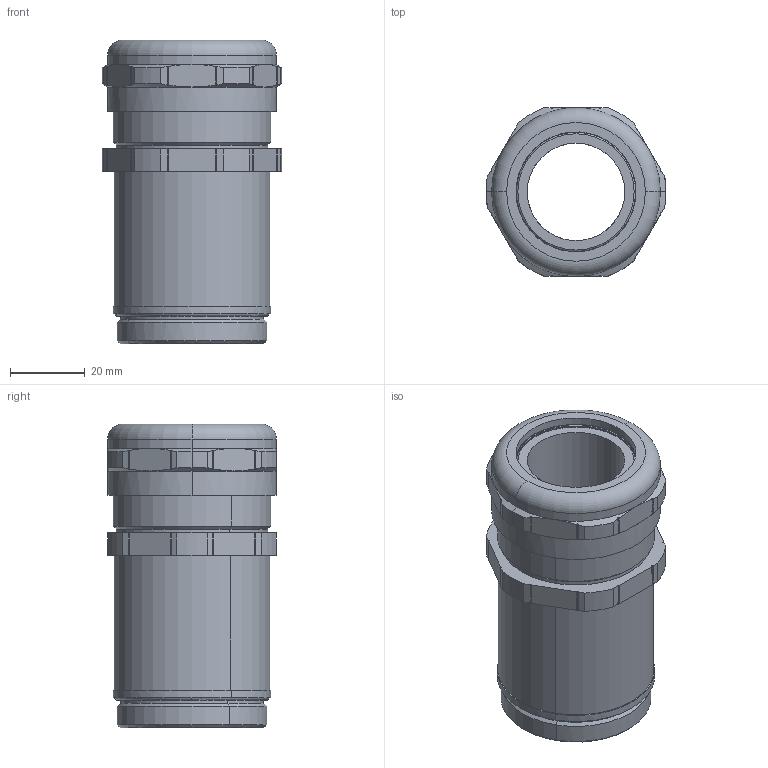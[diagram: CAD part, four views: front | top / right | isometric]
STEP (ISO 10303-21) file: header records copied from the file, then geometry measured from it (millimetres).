
FILE_DESCRIPTION(('CATIA V5 STEP','CAx-IF Rec.Pracs.--- Model Styling and Organization---1.4--- 2014-01-23'),'2;1');
FILE_NAME ('13129525_4', '2022-08-24T07:43:44+00:00', ('none'), ('Weidmueller'), 'CATIA Version 5-6 Release 2016 SP3 HF44', 'CATIA V5 STEP AP214', 'none');
FILE_SCHEMA(('AUTOMOTIVE_DESIGN { 1 0 10303 214 1 1 1 1 }'));
Length unit declared in the file: millimetre
Products named in the file (1): 1205890000
Bounding box: 48 x 45 x 81 mm (x, y, z)
Volume: 51878 mm3; surface area: 30300.6 mm2
Topology: 2 solids, 2 shells, 200 faces, 526 edges, 340 vertices
Faces by surface type: cylinder 90, plane 55, cone 32, torus 23
Entity records: 7734 total; most frequent: CARTESIAN_POINT 3096, ORIENTED_EDGE 1052, DIRECTION 760, EDGE_CURVE 526, AXIS2_PLACEMENT_3D 377, VERTEX_POINT 340, EDGE_LOOP 218, ADVANCED_FACE 200
